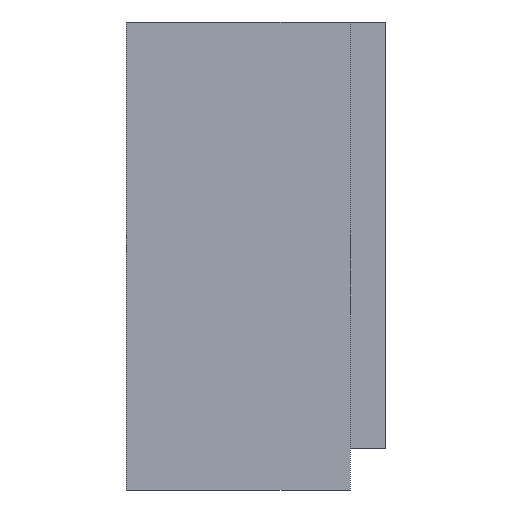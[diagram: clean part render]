
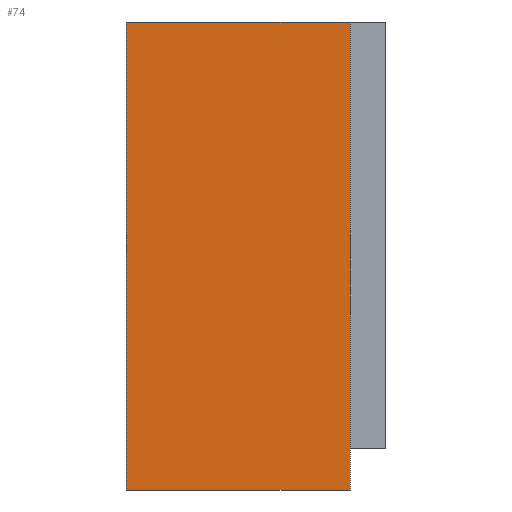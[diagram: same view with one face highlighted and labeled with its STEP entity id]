
A CAD part, left-side view. The second image highlights one B-rep face of the part: STEP entity #74.
In plain terms, the highlighted planar face has unit normal (-1, 0, 0).
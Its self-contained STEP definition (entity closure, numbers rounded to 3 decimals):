
#74 = ADVANCED_FACE( '', ( #151 ), #152, .F. );
#151 = FACE_OUTER_BOUND( '', #228, .T. );
#152 = PLANE( '', #229 );
#228 = EDGE_LOOP( '', ( #381, #382, #383, #384 ) );
#229 = AXIS2_PLACEMENT_3D( '', #385, #386, #387 );
#381 = ORIENTED_EDGE( '', *, *, #473, .T. );
#382 = ORIENTED_EDGE( '', *, *, #420, .F. );
#383 = ORIENTED_EDGE( '', *, *, #429, .F. );
#384 = ORIENTED_EDGE( '', *, *, #465, .T. );
#385 = CARTESIAN_POINT( '', ( -35.95, -19., 19.85 ) );
#386 = DIRECTION( '', ( 1., 0., 0. ) );
#387 = DIRECTION( '', ( 0., 0., -1. ) );
#420 = EDGE_CURVE( '', #486, #488, #489, .T. );
#429 = EDGE_CURVE( '', #502, #486, #504, .T. );
#465 = EDGE_CURVE( '', #502, #555, #557, .T. );
#473 = EDGE_CURVE( '', #555, #488, #567, .T. );
#486 = VERTEX_POINT( '', #584 );
#488 = VERTEX_POINT( '', #587 );
#489 = LINE( '', #588, #589 );
#502 = VERTEX_POINT( '', #607 );
#504 = LINE( '', #610, #611 );
#555 = VERTEX_POINT( '', #684 );
#557 = LINE( '', #687, #688 );
#567 = LINE( '', #698, #699 );
#584 = CARTESIAN_POINT( '', ( -35.95, -19., -19.85 ) );
#587 = CARTESIAN_POINT( '', ( -35.95, 0., -19.85 ) );
#588 = CARTESIAN_POINT( '', ( -35.95, -19., -19.85 ) );
#589 = VECTOR( '', #711, 1000. );
#607 = CARTESIAN_POINT( '', ( -35.95, -19., 19.85 ) );
#610 = CARTESIAN_POINT( '', ( -35.95, -19., 19.85 ) );
#611 = VECTOR( '', #721, 1000. );
#684 = CARTESIAN_POINT( '', ( -35.95, 0., 19.85 ) );
#687 = CARTESIAN_POINT( '', ( -35.95, -19., 19.85 ) );
#688 = VECTOR( '', #754, 1000. );
#698 = CARTESIAN_POINT( '', ( -35.95, 0., 19.85 ) );
#699 = VECTOR( '', #761, 1000. );
#711 = DIRECTION( '', ( 0., 1., 0. ) );
#721 = DIRECTION( '', ( 0., 0., -1. ) );
#754 = DIRECTION( '', ( 0., 1., 0. ) );
#761 = DIRECTION( '', ( 0., 0., -1. ) );
